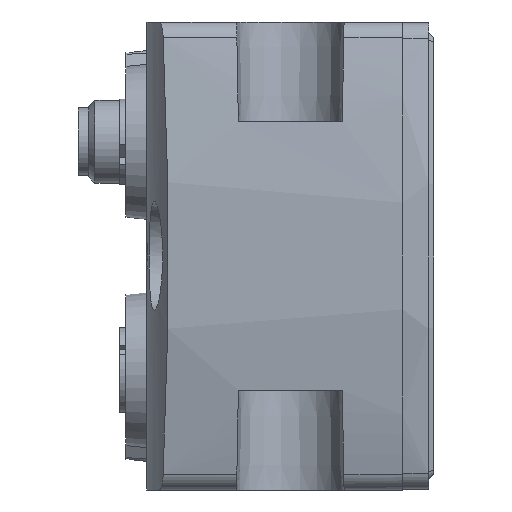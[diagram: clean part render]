
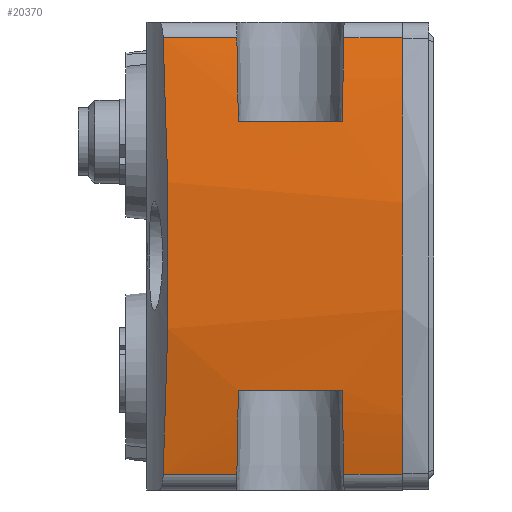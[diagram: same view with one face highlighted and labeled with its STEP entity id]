
A CAD part, left-side view. The second image highlights one B-rep face of the part: STEP entity #20370.
In plain terms, the highlighted cylindrical face has radius 88.394 mm (diameter 176.788 mm), a partial arc.
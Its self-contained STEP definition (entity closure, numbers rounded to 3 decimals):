
#91=B_SPLINE_CURVE_WITH_KNOTS('',3,(#27661,#27662,#27663,#27664,#27665,
#27666),.UNSPECIFIED.,.F.,.F.,(4,1,1,4),(0.,0.021,
0.032,0.042),.UNSPECIFIED.);
#149=CYLINDRICAL_SURFACE('',#21385,88.394);
#458=CIRCLE('',#21388,88.394);
#459=CIRCLE('',#21389,88.394);
#460=CIRCLE('',#21390,88.394);
#1278=LINE('',#28199,#2742);
#1283=LINE('',#28215,#2747);
#1284=LINE('',#28221,#2748);
#1285=LINE('',#28231,#2749);
#1286=LINE('',#28239,#2750);
#1287=LINE('',#28244,#2751);
#2742=VECTOR('',#23438,1000.);
#2747=VECTOR('',#23449,1000.);
#2748=VECTOR('',#23458,1000.);
#2749=VECTOR('',#23475,1000.);
#2750=VECTOR('',#23482,1000.);
#2751=VECTOR('',#23487,1000.);
#4512=ORIENTED_EDGE('',*,*,#8643,.T.);
#4513=ORIENTED_EDGE('',*,*,#8647,.T.);
#4514=ORIENTED_EDGE('',*,*,#8640,.T.);
#4515=ORIENTED_EDGE('',*,*,#8648,.T.);
#4516=ORIENTED_EDGE('',*,*,#8649,.T.);
#4517=ORIENTED_EDGE('',*,*,#8650,.T.);
#4518=ORIENTED_EDGE('',*,*,#8651,.T.);
#4519=ORIENTED_EDGE('',*,*,#8652,.T.);
#4520=ORIENTED_EDGE('',*,*,#8653,.F.);
#4521=ORIENTED_EDGE('',*,*,#8654,.F.);
#4522=ORIENTED_EDGE('',*,*,#8633,.F.);
#4523=ORIENTED_EDGE('',*,*,#8655,.F.);
#4524=ORIENTED_EDGE('',*,*,#8656,.F.);
#4525=ORIENTED_EDGE('',*,*,#8394,.T.);
#8394=EDGE_CURVE('',#10506,#10505,#91,.T.);
#8633=EDGE_CURVE('',#10681,#10682,#1278,.T.);
#8640=EDGE_CURVE('',#10686,#10688,#1283,.T.);
#8643=EDGE_CURVE('',#10505,#10689,#1284,.T.);
#8647=EDGE_CURVE('',#10689,#10686,#11744,.F.);
#8648=EDGE_CURVE('',#10688,#10690,#11745,.F.);
#8649=EDGE_CURVE('',#10690,#10691,#1285,.T.);
#8650=EDGE_CURVE('',#10691,#10692,#458,.T.);
#8651=EDGE_CURVE('',#10692,#10693,#459,.T.);
#8652=EDGE_CURVE('',#10693,#10694,#460,.T.);
#8653=EDGE_CURVE('',#10695,#10694,#1286,.T.);
#8654=EDGE_CURVE('',#10682,#10695,#11746,.T.);
#8655=EDGE_CURVE('',#10696,#10681,#11747,.T.);
#8656=EDGE_CURVE('',#10506,#10696,#1287,.T.);
#10505=VERTEX_POINT('',#27660);
#10506=VERTEX_POINT('',#27667);
#10681=VERTEX_POINT('',#28200);
#10682=VERTEX_POINT('',#28201);
#10686=VERTEX_POINT('',#28210);
#10688=VERTEX_POINT('',#28214);
#10689=VERTEX_POINT('',#28220);
#10690=VERTEX_POINT('',#28230);
#10691=VERTEX_POINT('',#28232);
#10692=VERTEX_POINT('',#28234);
#10693=VERTEX_POINT('',#28236);
#10694=VERTEX_POINT('',#28238);
#10695=VERTEX_POINT('',#28240);
#10696=VERTEX_POINT('',#28243);
#11744=ELLIPSE('',#21386,88.408,88.394);
#11745=ELLIPSE('',#21387,88.408,88.394);
#11746=ELLIPSE('',#21391,88.408,88.394);
#11747=ELLIPSE('',#21392,88.408,88.394);
#11860=EDGE_LOOP('',(#4512,#4513,#4514,#4515,#4516,#4517,#4518,#4519,#4520,
#4521,#4522,#4523,#4524,#4525));
#12892=FACE_BOUND('',#11860,.T.);
#20370=ADVANCED_FACE('',(#12892),#149,.T.);
#21385=AXIS2_PLACEMENT_3D('',#28227,#23469,#23470);
#21386=AXIS2_PLACEMENT_3D('',#28228,#23471,#23472);
#21387=AXIS2_PLACEMENT_3D('',#28229,#23473,#23474);
#21388=AXIS2_PLACEMENT_3D('',#28233,#23476,#23477);
#21389=AXIS2_PLACEMENT_3D('',#28235,#23478,#23479);
#21390=AXIS2_PLACEMENT_3D('',#28237,#23480,#23481);
#21391=AXIS2_PLACEMENT_3D('',#28241,#23483,#23484);
#21392=AXIS2_PLACEMENT_3D('',#28242,#23485,#23486);
#23438=DIRECTION('',(0.,-1.,0.));
#23449=DIRECTION('',(0.,-1.,0.));
#23458=DIRECTION('',(0.,-1.,0.));
#23469=DIRECTION('',(0.,-1.,0.));
#23470=DIRECTION('',(0.,0.,-1.));
#23471=DIRECTION('',(0.,-1.,-0.017));
#23472=DIRECTION('',(0.,-0.017,1.));
#23473=DIRECTION('',(0.,1.,-0.017));
#23474=DIRECTION('',(0.,-0.017,-1.));
#23475=DIRECTION('',(0.,-1.,0.));
#23476=DIRECTION('',(0.,1.,0.));
#23477=DIRECTION('',(1.,0.,0.));
#23478=DIRECTION('',(0.,1.,0.));
#23479=DIRECTION('',(1.,0.,0.));
#23480=DIRECTION('',(0.,1.,0.));
#23481=DIRECTION('',(1.,0.,0.));
#23482=DIRECTION('',(0.,-1.,0.));
#23483=DIRECTION('',(0.,1.,0.017));
#23484=DIRECTION('',(0.,-0.017,1.));
#23485=DIRECTION('',(0.,-1.,0.017));
#23486=DIRECTION('',(0.,-0.017,-1.));
#23487=DIRECTION('',(0.,-1.,0.));
#27660=CARTESIAN_POINT('',(-82.455,26.029,-20.975));
#27661=CARTESIAN_POINT('',(-82.455,26.029,20.975));
#27662=CARTESIAN_POINT('',(-84.141,25.715,14.073));
#27663=CARTESIAN_POINT('',(-85.396,25.429,3.644));
#27664=CARTESIAN_POINT('',(-84.566,25.613,-10.537));
#27665=CARTESIAN_POINT('',(-83.299,25.872,-17.523));
#27666=CARTESIAN_POINT('',(-82.455,26.029,-20.975));
#27667=CARTESIAN_POINT('',(-82.455,26.029,20.975));
#28199=CARTESIAN_POINT('',(-84.026,27.6,12.95));
#28200=CARTESIAN_POINT('',(-84.026,18.8,12.95));
#28201=CARTESIAN_POINT('',(-84.026,8.8,12.95));
#28210=CARTESIAN_POINT('',(-84.026,18.8,-12.95));
#28214=CARTESIAN_POINT('',(-84.026,8.8,-12.95));
#28215=CARTESIAN_POINT('',(-84.026,27.6,-12.95));
#28220=CARTESIAN_POINT('',(-82.455,18.94,-20.975));
#28221=CARTESIAN_POINT('',(-82.455,27.6,-20.975));
#28227=CARTESIAN_POINT('',(3.414,27.6,0.));
#28228=CARTESIAN_POINT('',(3.414,18.574,0.));
#28229=CARTESIAN_POINT('',(3.414,9.026,0.));
#28230=CARTESIAN_POINT('',(-82.455,8.66,-20.975));
#28231=CARTESIAN_POINT('',(-82.455,27.6,-20.975));
#28232=CARTESIAN_POINT('',(-82.455,3.,-20.975));
#28233=CARTESIAN_POINT('',(3.414,3.,0.));
#28234=CARTESIAN_POINT('',(-83.645,3.,-15.303));
#28235=CARTESIAN_POINT('',(3.414,3.,0.));
#28236=CARTESIAN_POINT('',(-83.645,3.,15.303));
#28237=CARTESIAN_POINT('',(3.414,3.,0.));
#28238=CARTESIAN_POINT('',(-82.455,3.,20.975));
#28239=CARTESIAN_POINT('',(-82.455,27.6,20.975));
#28240=CARTESIAN_POINT('',(-82.455,8.66,20.975));
#28241=CARTESIAN_POINT('',(3.414,9.026,0.));
#28242=CARTESIAN_POINT('',(3.414,18.574,0.));
#28243=CARTESIAN_POINT('',(-82.455,18.94,20.975));
#28244=CARTESIAN_POINT('',(-82.455,27.6,20.975));
